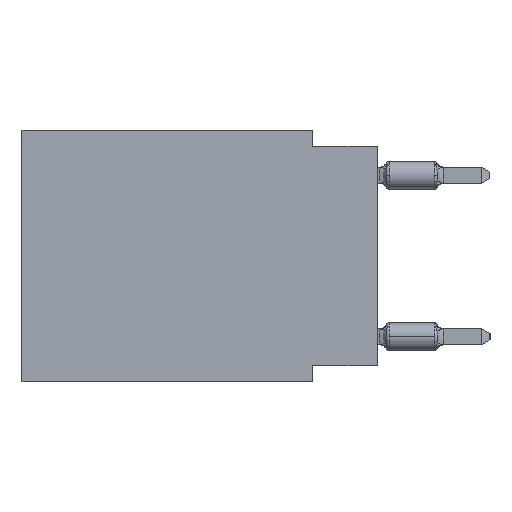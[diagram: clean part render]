
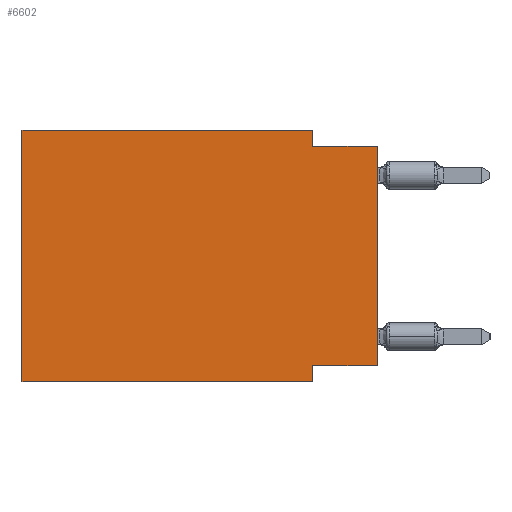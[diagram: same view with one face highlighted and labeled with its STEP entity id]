
A CAD part, left-side view. The second image highlights one B-rep face of the part: STEP entity #6602.
In plain terms, the highlighted planar face has unit normal (-1, 0, 0).
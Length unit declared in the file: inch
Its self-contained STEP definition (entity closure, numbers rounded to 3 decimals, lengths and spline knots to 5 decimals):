
#183 = CARTESIAN_POINT ( 'NONE',  ( 0., 0.1, -0.39 ) ) ;
#3435 = LINE ( 'NONE', #26394, #27063 ) ;
#3678 = CARTESIAN_POINT ( 'NONE',  ( 0., 0., -0.365 ) ) ;
#5020 = CARTESIAN_POINT ( 'NONE',  ( 0., 0., -0.365 ) ) ;
#5867 = CARTESIAN_POINT ( 'NONE',  ( 0., 0., -0.025 ) ) ;
#6182 = LINE ( 'NONE', #25894, #25491 ) ;
#6602 = ADVANCED_FACE ( 'NONE', ( #16073 ), #12534, .F. ) ;
#7659 = VECTOR ( 'NONE', #35071, 39.37008 ) ;
#9024 = ORIENTED_EDGE ( 'NONE', *, *, #35890, .F. ) ;
#9045 = EDGE_CURVE ( 'NONE', #13350, #19151, #19054, .T. ) ;
#10419 = LINE ( 'NONE', #25787, #11935 ) ;
#10512 = EDGE_LOOP ( 'NONE', ( #17448, #9024, #13004, #40656, #15780, #32123, #17918, #22706 ) ) ;
#10706 = LINE ( 'NONE', #3678, #25745 ) ;
#11297 = DIRECTION ( 'NONE',  ( 0., 0., 1. ) ) ;
#11935 = VECTOR ( 'NONE', #38453, 39.37008 ) ;
#12534 = PLANE ( 'NONE',  #32688 ) ;
#13004 = ORIENTED_EDGE ( 'NONE', *, *, #19531, .F. ) ;
#13350 = VERTEX_POINT ( 'NONE', #23305 ) ;
#14059 = EDGE_CURVE ( 'NONE', #39478, #35846, #30216, .T. ) ;
#14475 = VERTEX_POINT ( 'NONE', #36392 ) ;
#15360 = VERTEX_POINT ( 'NONE', #26725 ) ;
#15780 = ORIENTED_EDGE ( 'NONE', *, *, #14059, .F. ) ;
#16073 = FACE_OUTER_BOUND ( 'NONE', #10512, .T. ) ;
#17448 = ORIENTED_EDGE ( 'NONE', *, *, #38529, .T. ) ;
#17918 = ORIENTED_EDGE ( 'NONE', *, *, #9045, .F. ) ;
#19054 = LINE ( 'NONE', #183, #20744 ) ;
#19151 = VERTEX_POINT ( 'NONE', #31728 ) ;
#19531 = EDGE_CURVE ( 'NONE', #33872, #15360, #3435, .T. ) ;
#20744 = VECTOR ( 'NONE', #37940, 39.37008 ) ;
#20858 = CARTESIAN_POINT ( 'NONE',  ( 0., 0.55, 0. ) ) ;
#22152 = CARTESIAN_POINT ( 'NONE',  ( 0., 0.1, 0. ) ) ;
#22706 = ORIENTED_EDGE ( 'NONE', *, *, #29242, .F. ) ;
#23305 = CARTESIAN_POINT ( 'NONE',  ( 0., 0.1, -0.365 ) ) ;
#25193 = CARTESIAN_POINT ( 'NONE',  ( 0., 0.55, 0. ) ) ;
#25285 = LINE ( 'NONE', #38370, #7659 ) ;
#25491 = VECTOR ( 'NONE', #32157, 39.37008 ) ;
#25745 = VECTOR ( 'NONE', #35042, 39.37008 ) ;
#25787 = CARTESIAN_POINT ( 'NONE',  ( 0., 0.55, -0.39 ) ) ;
#25894 = CARTESIAN_POINT ( 'NONE',  ( 0., 0., 0. ) ) ;
#26394 = CARTESIAN_POINT ( 'NONE',  ( 0., 0.1, 0. ) ) ;
#26725 = CARTESIAN_POINT ( 'NONE',  ( 0., 0.1, -0.025 ) ) ;
#27063 = VECTOR ( 'NONE', #29927, 39.37008 ) ;
#28531 = DIRECTION ( 'NONE',  ( 0., 0., -1. ) ) ;
#29242 = EDGE_CURVE ( 'NONE', #39103, #13350, #10706, .T. ) ;
#29697 = CARTESIAN_POINT ( 'NONE',  ( 0., 0.55, -0.39 ) ) ;
#29927 = DIRECTION ( 'NONE',  ( 0., 0., -1. ) ) ;
#30216 = LINE ( 'NONE', #20858, #40117 ) ;
#31222 = EDGE_CURVE ( 'NONE', #39478, #19151, #10419, .T. ) ;
#31629 = LINE ( 'NONE', #5867, #33998 ) ;
#31728 = CARTESIAN_POINT ( 'NONE',  ( 0., 0.1, -0.39 ) ) ;
#32123 = ORIENTED_EDGE ( 'NONE', *, *, #31222, .T. ) ;
#32157 = DIRECTION ( 'NONE',  ( 0., 0., 1. ) ) ;
#32688 = AXIS2_PLACEMENT_3D ( 'NONE', #25193, #34982, #28531 ) ;
#33872 = VERTEX_POINT ( 'NONE', #22152 ) ;
#33926 = DIRECTION ( 'NONE',  ( 0., -1., 0. ) ) ;
#33998 = VECTOR ( 'NONE', #33926, 39.37008 ) ;
#34738 = CARTESIAN_POINT ( 'NONE',  ( 0., 0.55, 0. ) ) ;
#34982 = DIRECTION ( 'NONE',  ( 1., 0., 0. ) ) ;
#35042 = DIRECTION ( 'NONE',  ( 0., 1., 0. ) ) ;
#35071 = DIRECTION ( 'NONE',  ( 0., -1., 0. ) ) ;
#35846 = VERTEX_POINT ( 'NONE', #34738 ) ;
#35890 = EDGE_CURVE ( 'NONE', #15360, #14475, #31629, .T. ) ;
#36392 = CARTESIAN_POINT ( 'NONE',  ( 0., 0., -0.025 ) ) ;
#37940 = DIRECTION ( 'NONE',  ( 0., 0., -1. ) ) ;
#38370 = CARTESIAN_POINT ( 'NONE',  ( 0., 0.55, 0. ) ) ;
#38453 = DIRECTION ( 'NONE',  ( 0., -1., 0. ) ) ;
#38529 = EDGE_CURVE ( 'NONE', #39103, #14475, #6182, .T. ) ;
#39103 = VERTEX_POINT ( 'NONE', #5020 ) ;
#39478 = VERTEX_POINT ( 'NONE', #29697 ) ;
#39584 = EDGE_CURVE ( 'NONE', #35846, #33872, #25285, .T. ) ;
#40117 = VECTOR ( 'NONE', #11297, 39.37008 ) ;
#40656 = ORIENTED_EDGE ( 'NONE', *, *, #39584, .F. ) ;
